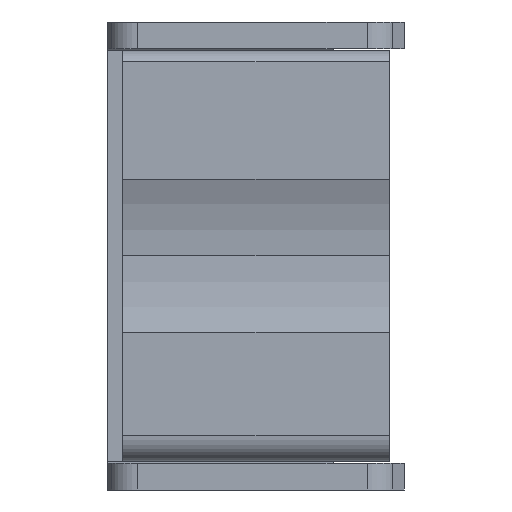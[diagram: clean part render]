
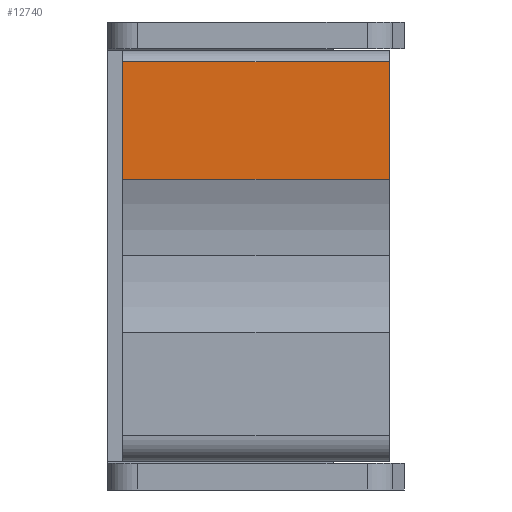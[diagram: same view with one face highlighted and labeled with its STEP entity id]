
A CAD part, front view. The second image highlights one B-rep face of the part: STEP entity #12740.
In plain terms, the highlighted face is planar.
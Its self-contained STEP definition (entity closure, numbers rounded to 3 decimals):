
#11060=CARTESIAN_POINT('',(6.154,-1.,0.494));
#11070=VERTEX_POINT('',#11060);
#11100=CARTESIAN_POINT('',(2.85,-1.,0.494));
#11110=DIRECTION('',(-1.,0.,0.));
#11120=VECTOR('',#11110,1.);
#11130=LINE('',#11100,#11120);
#11140=CARTESIAN_POINT('',(-1.764,-1.,0.494));
#11150=VERTEX_POINT('',#11140);
#11160=EDGE_CURVE('',#11070,#11150,#11130,.T.);
#11670=CARTESIAN_POINT('',(-1.764,17.,0.494));
#11680=VERTEX_POINT('',#11670);
#11710=CARTESIAN_POINT('',(2.85,17.,0.494));
#11720=DIRECTION('',(-1.,0.,0.));
#11730=VECTOR('',#11720,1.);
#11740=LINE('',#11710,#11730);
#11750=CARTESIAN_POINT('',(6.154,17.,0.494));
#11760=VERTEX_POINT('',#11750);
#11770=EDGE_CURVE('',#11760,#11680,#11740,.T.);
#12210=CARTESIAN_POINT('',(6.154,-1.,0.494));
#12220=DIRECTION('',(0.,1.,0.));
#12230=VECTOR('',#12220,1.);
#12240=LINE('',#12210,#12230);
#12250=EDGE_CURVE('',#11070,#11760,#12240,.T.);
#12460=CARTESIAN_POINT('',(-1.764,17.,0.494));
#12470=DIRECTION('',(0.,-1.,0.));
#12480=VECTOR('',#12470,1.);
#12490=LINE('',#12460,#12480);
#12500=EDGE_CURVE('',#11680,#11150,#12490,.T.);
#12630=CARTESIAN_POINT('',(-1.25,-1.,0.494));
#12640=DIRECTION('',(0.,0.,-1.));
#12650=DIRECTION('',(-1.,0.,0.));
#12660=AXIS2_PLACEMENT_3D('',#12630,#12640,#12650);
#12670=PLANE('',#12660);
#12680=ORIENTED_EDGE('',*,*,#11770,.F.);
#12690=ORIENTED_EDGE('',*,*,#12500,.F.);
#12700=ORIENTED_EDGE('',*,*,#11160,.T.);
#12710=ORIENTED_EDGE('',*,*,#12250,.F.);
#12720=EDGE_LOOP('',(#12710,#12700,#12690,#12680));
#12730=FACE_OUTER_BOUND('',#12720,.T.);
#12740=ADVANCED_FACE('',(#12730),#12670,.T.);
